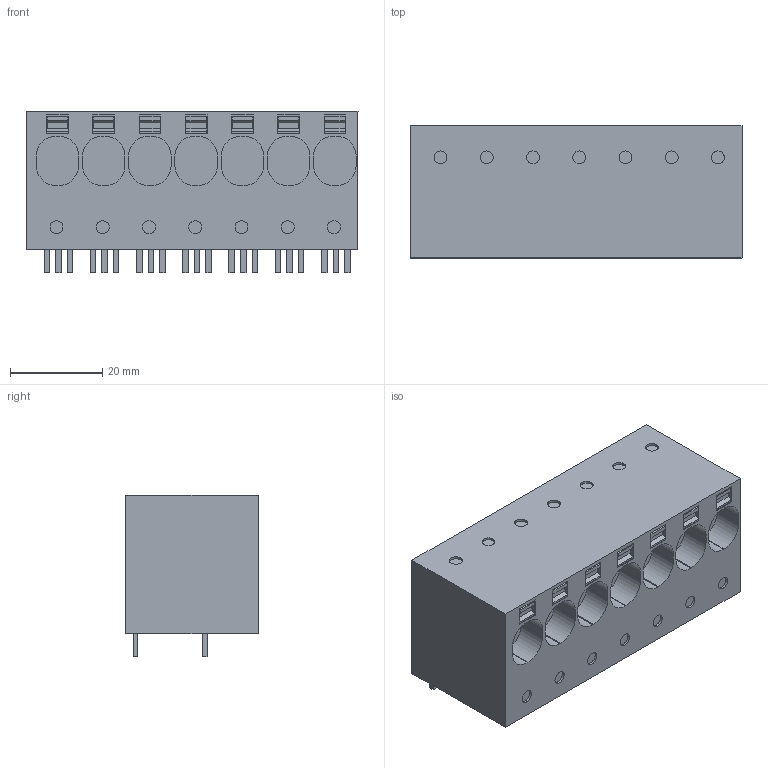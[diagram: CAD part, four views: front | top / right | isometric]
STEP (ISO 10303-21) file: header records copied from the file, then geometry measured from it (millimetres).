
FILE_DESCRIPTION(('CATIA V5 STEP Exchange','CAx-IF Rec.Pracs.--- Model Styling and Organization---1.2---2011-12-15'),'2;1');
FILE_NAME ('D1462939_0_2500500000_2500500000.stp','2018-03-29T09:43:20+00:00',('none'),('Weidmueller'),'CATIA Version 5-6 Release 2014','CATIA V5 STEP AP214','none');
FILE_SCHEMA(('AUTOMOTIVE_DESIGN { 1 0 10303 214 1 1 1 1 }'));
Length unit declared in the file: millimetre
Products named in the file (1): 2500500000
Bounding box: 71.8 x 28.55 x 35 mm (x, y, z)
Volume: 55179.7 mm3; surface area: 14249.6 mm2
Topology: 15 solids, 15 shells, 398 faces, 999 edges, 666 vertices
Faces by surface type: plane 314, cylinder 84
Entity records: 11521 total; most frequent: CARTESIAN_POINT 2058, ORIENTED_EDGE 1998, DIRECTION 1576, EDGE_CURVE 999, VECTOR 831, LINE 831, VERTEX_POINT 666, AXIS2_PLACEMENT_3D 453
